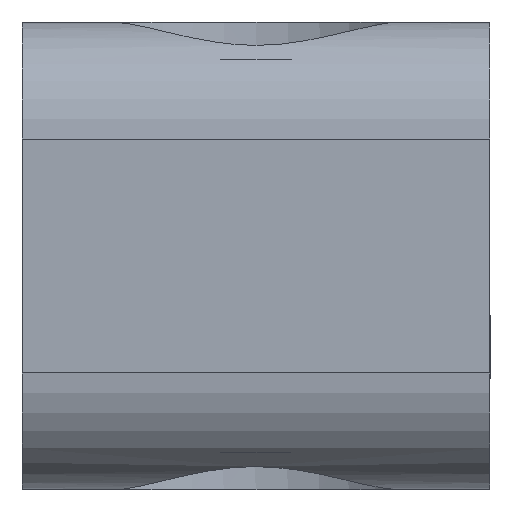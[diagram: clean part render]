
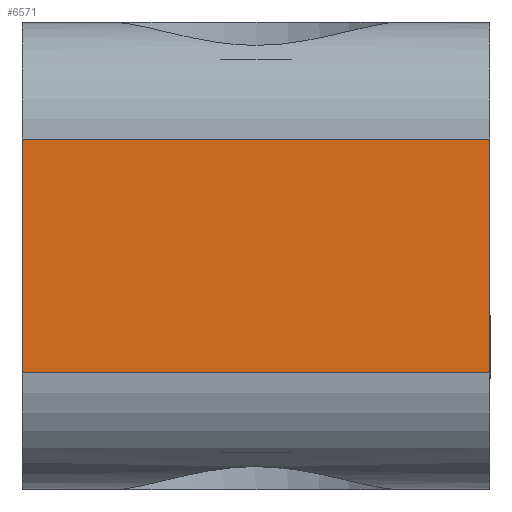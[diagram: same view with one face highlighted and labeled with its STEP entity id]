
A CAD part, left-side view. The second image highlights one B-rep face of the part: STEP entity #6571.
In plain terms, the highlighted planar face has unit normal (-1, 0, 0).
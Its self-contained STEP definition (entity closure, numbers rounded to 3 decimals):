
#1698=ORIENTED_EDGE('',*,*,#2839,.T.);
#1699=ORIENTED_EDGE('',*,*,#3084,.F.);
#1700=ORIENTED_EDGE('',*,*,#2827,.F.);
#1701=ORIENTED_EDGE('',*,*,#3085,.F.);
#2827=EDGE_CURVE('',#3720,#3721,#4288,.T.);
#2839=EDGE_CURVE('',#3726,#3727,#4293,.T.);
#3084=EDGE_CURVE('',#3721,#3727,#4450,.T.);
#3085=EDGE_CURVE('',#3726,#3720,#4451,.T.);
#3720=VERTEX_POINT('',#10266);
#3721=VERTEX_POINT('',#10268);
#3726=VERTEX_POINT('',#10283);
#3727=VERTEX_POINT('',#10286);
#4288=LINE('',#10267,#4924);
#4293=LINE('',#10287,#4929);
#4450=LINE('',#10826,#5086);
#4451=LINE('',#10827,#5087);
#4924=VECTOR('',#8031,1000.);
#4929=VECTOR('',#8052,1000.);
#5086=VECTOR('',#8729,1000.);
#5087=VECTOR('',#8730,1000.);
#5497=EDGE_LOOP('',(#1698,#1699,#1700,#1701));
#5971=FACE_BOUND('',#5497,.T.);
#6291=PLANE('',#7164);
#6571=ADVANCED_FACE('',(#5971),#6291,.F.);
#7164=AXIS2_PLACEMENT_3D('',#10825,#8727,#8728);
#8031=DIRECTION('',(0.,0.,-1.));
#8052=DIRECTION('',(0.,0.,-1.));
#8727=DIRECTION('',(1.,0.,0.));
#8728=DIRECTION('',(0.,0.,1.));
#8729=DIRECTION('',(0.,1.,0.));
#8730=DIRECTION('',(0.,-1.,0.));
#10266=CARTESIAN_POINT('',(205.,0.,2.5));
#10267=CARTESIAN_POINT('',(205.,0.,0.));
#10268=CARTESIAN_POINT('',(205.,0.,-2.5));
#10283=CARTESIAN_POINT('',(205.,10.,2.5));
#10286=CARTESIAN_POINT('',(205.,10.,-2.5));
#10287=CARTESIAN_POINT('',(205.,10.,0.));
#10825=CARTESIAN_POINT('',(205.,0.,0.));
#10826=CARTESIAN_POINT('',(205.,10.,-2.5));
#10827=CARTESIAN_POINT('',(205.,0.,2.5));
